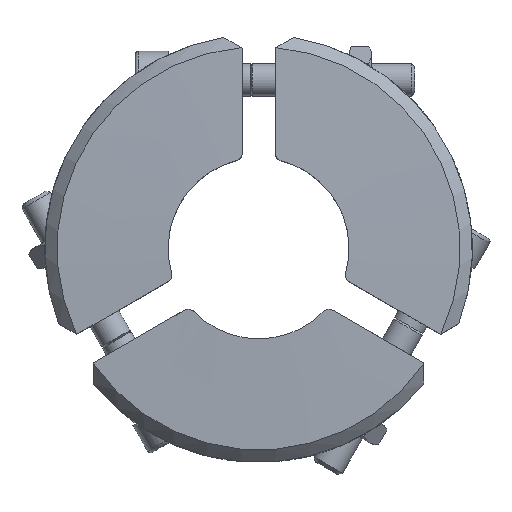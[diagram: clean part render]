
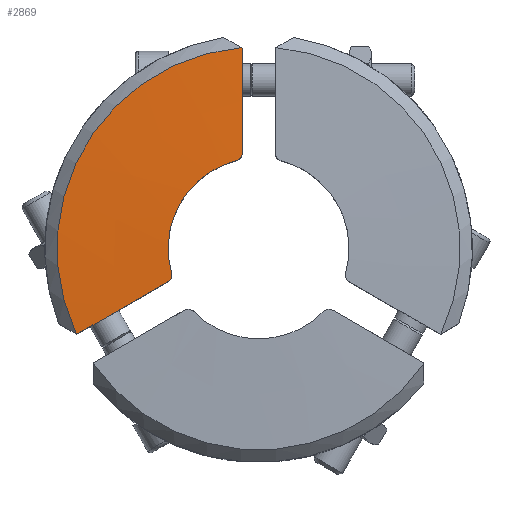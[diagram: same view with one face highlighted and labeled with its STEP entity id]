
A CAD part, top view. The second image highlights one B-rep face of the part: STEP entity #2869.
In plain terms, the highlighted conical face has half-angle 88 degrees and reference radius 24.501 mm.
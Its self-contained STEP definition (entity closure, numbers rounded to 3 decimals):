
#109 = DIRECTION ( 'NONE',  ( 0., 0., 1. ) ) ;
#116 = CARTESIAN_POINT ( 'NONE',  ( -2.055, 24.396, 8.529 ) ) ;
#134 = DIRECTION ( 'NONE',  ( 0., 1., 0. ) ) ;
#282 = DIRECTION ( 'NONE',  ( 0., 0., -1. ) ) ;
#347 = CARTESIAN_POINT ( 'NONE',  ( -22.1, -10.45, 8.53 ) ) ;
#395 = CARTESIAN_POINT ( 'NONE',  ( -14.742, -6.202, 8.826 ) ) ;
#507 = CIRCLE ( 'NONE', #5550, 24.501 ) ;
#787 = CARTESIAN_POINT ( 'NONE',  ( -2.75, 10.651, 9. ) ) ;
#918 = CARTESIAN_POINT ( 'NONE',  ( -2., 15.867, 8.826 ) ) ;
#921 = CARTESIAN_POINT ( 'NONE',  ( -22.183, -10.402, 8.529 ) ) ;
#928 = CARTESIAN_POINT ( 'NONE',  ( -2.75, 10.651, 9. ) ) ;
#1290 = CARTESIAN_POINT ( 'NONE',  ( -2.083, 24.412, 8.529 ) ) ;
#1328 = CARTESIAN_POINT ( 'NONE',  ( -2., 24.364, 8.53 ) ) ;
#1340 = CARTESIAN_POINT ( 'NONE',  ( 0., 0., 8.529 ) ) ;
#1407 = DIRECTION ( 'NONE',  ( 0., 1., 0. ) ) ;
#1440 = CARTESIAN_POINT ( 'NONE',  ( -2., 24.364, 8.53 ) ) ;
#1462 = ORIENTED_EDGE ( 'NONE', *, *, #4831, .F. ) ;
#1474 = CARTESIAN_POINT ( 'NONE',  ( -2., 20.116, 8.678 ) ) ;
#1594 = CARTESIAN_POINT ( 'NONE',  ( -2., 11.619, 8.972 ) ) ;
#1727 = CARTESIAN_POINT ( 'NONE',  ( -10.599, -2.944, 9. ) ) ;
#1860 = B_SPLINE_CURVE_WITH_KNOTS ( 'NONE', 3,
 ( #4451, #918, #1474, #1440 ),
 .UNSPECIFIED., .F., .F.,
 ( 4, 4 ),
 ( 0., 0.013 ),
 .UNSPECIFIED. ) ;
#1911 = CARTESIAN_POINT ( 'NONE',  ( -10.599, -2.944, 9. ) ) ;
#1914 = B_SPLINE_CURVE_WITH_KNOTS ( 'NONE', 3,
 ( #3141, #5503, #6650, #3064, #4929, #1911 ),
 .UNSPECIFIED., .F., .F.,
 ( 4, 2, 4 ),
 ( 0., 0.001, 0.001 ),
 .UNSPECIFIED. ) ;
#2466 = B_SPLINE_CURVE_WITH_KNOTS ( 'NONE', 3,
 ( #921, #2685, #6879, #347 ),
 .UNSPECIFIED., .F., .F.,
 ( 4, 4 ),
 ( 0., 0. ),
 .UNSPECIFIED. ) ;
#2534 = EDGE_CURVE ( 'NONE', #4415, #4776, #5554, .T. ) ;
#2569 = DIRECTION ( 'NONE',  ( 0., 0., -1. ) ) ;
#2673 = DIRECTION ( 'NONE',  ( 0., 1., 0. ) ) ;
#2685 = CARTESIAN_POINT ( 'NONE',  ( -22.155, -10.418, 8.529 ) ) ;
#2794 = EDGE_LOOP ( 'NONE', ( #7034, #1462, #5166, #6529, #4471, #5323, #6339, #3236 ) ) ;
#2824 = CARTESIAN_POINT ( 'NONE',  ( -2.535, 10.706, 9. ) ) ;
#2869 = ADVANCED_FACE ( 'NONE', ( #5737 ), #5832, .T. ) ;
#2892 = VERTEX_POINT ( 'NONE', #4419 ) ;
#3064 = CARTESIAN_POINT ( 'NONE',  ( -10.553, -3.385, 8.997 ) ) ;
#3082 = CARTESIAN_POINT ( 'NONE',  ( -2.028, 24.38, 8.53 ) ) ;
#3111 = CARTESIAN_POINT ( 'NONE',  ( -2., 11.619, 8.972 ) ) ;
#3141 = CARTESIAN_POINT ( 'NONE',  ( -11.062, -4.077, 8.972 ) ) ;
#3169 = B_SPLINE_CURVE_WITH_KNOTS ( 'NONE', 3,
 ( #1594, #6359, #3941, #4545, #2824, #928 ),
 .UNSPECIFIED., .F., .F.,
 ( 4, 2, 4 ),
 ( 0., 0.001, 0.001 ),
 .UNSPECIFIED. ) ;
#3171 = CARTESIAN_POINT ( 'NONE',  ( 0., 0., 8.529 ) ) ;
#3236 = ORIENTED_EDGE ( 'NONE', *, *, #4672, .T. ) ;
#3375 = CARTESIAN_POINT ( 'NONE',  ( -22.1, -10.45, 8.53 ) ) ;
#3474 = EDGE_CURVE ( 'NONE', #2892, #3546, #2466, .T. ) ;
#3546 = VERTEX_POINT ( 'NONE', #7069 ) ;
#3684 = B_SPLINE_CURVE_WITH_KNOTS ( 'NONE', 3,
 ( #5266, #395, #5212, #3375 ),
 .UNSPECIFIED., .F., .F.,
 ( 4, 4 ),
 ( 0., 0.013 ),
 .UNSPECIFIED. ) ;
#3692 = CARTESIAN_POINT ( 'NONE',  ( -2.083, 24.412, 8.529 ) ) ;
#3941 = CARTESIAN_POINT ( 'NONE',  ( -2.074, 11.182, 8.987 ) ) ;
#4173 = EDGE_CURVE ( 'NONE', #7104, #7721, #1860, .T. ) ;
#4258 = EDGE_CURVE ( 'NONE', #6803, #3546, #3684, .T. ) ;
#4415 = VERTEX_POINT ( 'NONE', #1727 ) ;
#4419 = CARTESIAN_POINT ( 'NONE',  ( -22.183, -10.402, 8.529 ) ) ;
#4451 = CARTESIAN_POINT ( 'NONE',  ( -2., 11.619, 8.972 ) ) ;
#4471 = ORIENTED_EDGE ( 'NONE', *, *, #6641, .T. ) ;
#4532 = CARTESIAN_POINT ( 'NONE',  ( 0., 0., 9. ) ) ;
#4545 = CARTESIAN_POINT ( 'NONE',  ( -2.345, 10.831, 8.997 ) ) ;
#4643 = VERTEX_POINT ( 'NONE', #1290 ) ;
#4672 = EDGE_CURVE ( 'NONE', #6803, #4415, #1914, .T. ) ;
#4776 = VERTEX_POINT ( 'NONE', #787 ) ;
#4831 = EDGE_CURVE ( 'NONE', #7104, #4776, #3169, .T. ) ;
#4929 = CARTESIAN_POINT ( 'NONE',  ( -10.539, -3.157, 9. ) ) ;
#5052 = AXIS2_PLACEMENT_3D ( 'NONE', #3171, #2569, #1407 ) ;
#5101 = AXIS2_PLACEMENT_3D ( 'NONE', #4532, #282, #2673 ) ;
#5123 = EDGE_CURVE ( 'NONE', #7721, #4643, #5537, .T. ) ;
#5166 = ORIENTED_EDGE ( 'NONE', *, *, #4173, .T. ) ;
#5212 = CARTESIAN_POINT ( 'NONE',  ( -18.421, -8.326, 8.678 ) ) ;
#5220 = CARTESIAN_POINT ( 'NONE',  ( -11.062, -4.077, 8.972 ) ) ;
#5266 = CARTESIAN_POINT ( 'NONE',  ( -11.062, -4.077, 8.972 ) ) ;
#5323 = ORIENTED_EDGE ( 'NONE', *, *, #3474, .T. ) ;
#5503 = CARTESIAN_POINT ( 'NONE',  ( -10.87, -3.967, 8.98 ) ) ;
#5537 = B_SPLINE_CURVE_WITH_KNOTS ( 'NONE', 3,
 ( #1328, #3082, #116, #3692 ),
 .UNSPECIFIED., .F., .F.,
 ( 4, 4 ),
 ( 0., 0. ),
 .UNSPECIFIED. ) ;
#5550 = AXIS2_PLACEMENT_3D ( 'NONE', #1340, #109, #134 ) ;
#5554 = CIRCLE ( 'NONE', #5101, 11. ) ;
#5737 = FACE_OUTER_BOUND ( 'NONE', #2794, .T. ) ;
#5832 = CONICAL_SURFACE ( 'NONE', #5052, 24.501, 1.536 ) ;
#6339 = ORIENTED_EDGE ( 'NONE', *, *, #4258, .F. ) ;
#6359 = CARTESIAN_POINT ( 'NONE',  ( -2., 11.397, 8.98 ) ) ;
#6529 = ORIENTED_EDGE ( 'NONE', *, *, #5123, .T. ) ;
#6641 = EDGE_CURVE ( 'NONE', #4643, #2892, #507, .T. ) ;
#6650 = CARTESIAN_POINT ( 'NONE',  ( -10.721, -3.795, 8.987 ) ) ;
#6727 = CARTESIAN_POINT ( 'NONE',  ( -2., 24.364, 8.53 ) ) ;
#6803 = VERTEX_POINT ( 'NONE', #5220 ) ;
#6879 = CARTESIAN_POINT ( 'NONE',  ( -22.128, -10.434, 8.53 ) ) ;
#7034 = ORIENTED_EDGE ( 'NONE', *, *, #2534, .T. ) ;
#7069 = CARTESIAN_POINT ( 'NONE',  ( -22.1, -10.45, 8.53 ) ) ;
#7104 = VERTEX_POINT ( 'NONE', #3111 ) ;
#7721 = VERTEX_POINT ( 'NONE', #6727 ) ;
